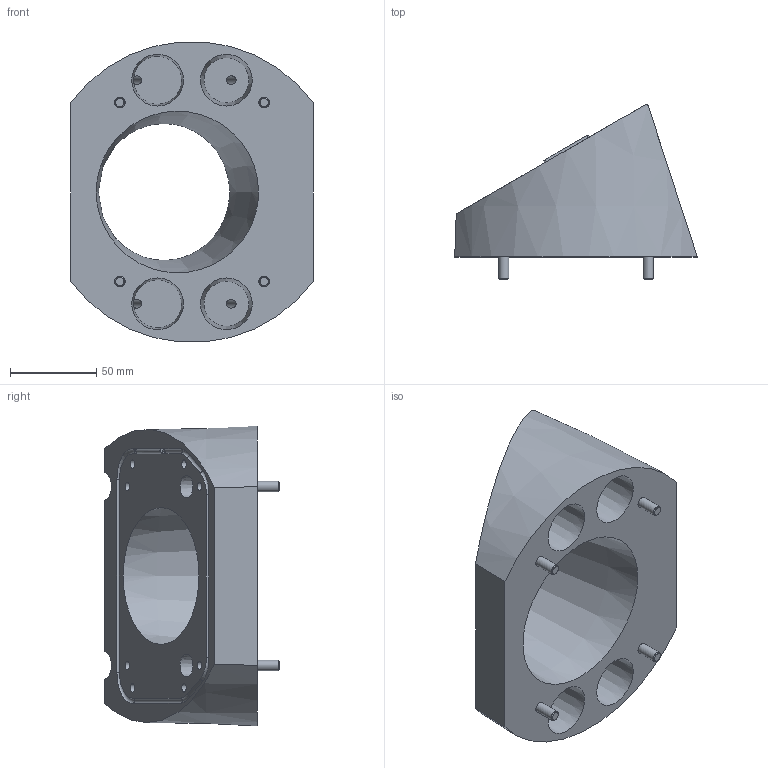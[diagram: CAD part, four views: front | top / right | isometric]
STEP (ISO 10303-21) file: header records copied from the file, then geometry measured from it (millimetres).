
FILE_DESCRIPTION (( 'STEP AP214' ), '1' );
FILE_NAME ('498176000.STEP', '2022-04-01T07:43:50', ( '' ), ( '' ), 'SwSTEP 2.0', 'SolidWorks 2020', '' );
FILE_SCHEMA (( 'AUTOMOTIVE_DESIGN' ));
Length unit declared in the file: millimetre
Products named in the file (4): 93264; 82003_460; 498176000; 12432_Mit Bearbeitung
Assembly tree (6 placements, depth 2):
  498176000
    12432_Mit Bearbeitung
    82003_460
    93264  x4
Bounding box: 141 x 101.69 x 174.37 mm (x, y, z)
Volume: 728624.7 mm3; surface area: 104656.4 mm2
Topology: 6 solids, 6 shells, 159 faces, 371 edges, 233 vertices
Faces by surface type: plane 82, cone 29, cylinder 26, bspline 16, torus 6
Full cylindrical faces by diameter (mm): 3 x1, 5 x8, 6 x4, 10 x4
Entity records: 3298 total; most frequent: CARTESIAN_POINT 1209, DIRECTION 378, ORIENTED_EDGE 344, EDGE_CURVE 172, AXIS2_PLACEMENT_3D 163, EDGE_LOOP 144, VERTEX_POINT 126, FACE_OUTER_BOUND 98
